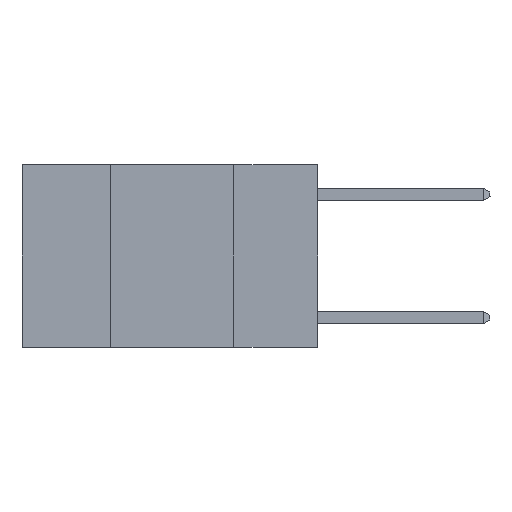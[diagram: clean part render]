
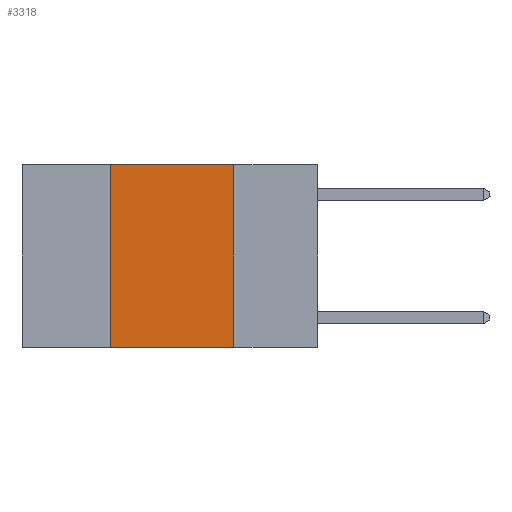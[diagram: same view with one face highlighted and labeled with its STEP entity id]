
A CAD part, left-side view. The second image highlights one B-rep face of the part: STEP entity #3318.
In plain terms, the highlighted planar face has unit normal (-1, 0, 0).
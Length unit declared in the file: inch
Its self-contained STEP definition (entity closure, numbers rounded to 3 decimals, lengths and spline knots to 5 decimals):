
#631 = VECTOR ( 'NONE', #5079, 39.37008 ) ;
#984 = DIRECTION ( 'NONE',  ( 0., 0., -1. ) ) ;
#994 = DIRECTION ( 'NONE',  ( 1., 0., 0. ) ) ;
#1062 = PLANE ( 'NONE',  #3858 ) ;
#1075 = LINE ( 'NONE', #6008, #6393 ) ;
#1227 = CARTESIAN_POINT ( 'NONE',  ( 0., 0.6, 0. ) ) ;
#1283 = CARTESIAN_POINT ( 'NONE',  ( 0., 0.17, 0. ) ) ;
#1500 = FACE_OUTER_BOUND ( 'NONE', #8155, .T. ) ;
#2289 = VECTOR ( 'NONE', #8464, 39.37008 ) ;
#2692 = CARTESIAN_POINT ( 'NONE',  ( 0., 0.6, 0. ) ) ;
#2744 = CARTESIAN_POINT ( 'NONE',  ( 0., 0.42, -0.37 ) ) ;
#2852 = EDGE_CURVE ( 'NONE', #7496, #8834, #1075, .T. ) ;
#2897 = EDGE_CURVE ( 'NONE', #4177, #3016, #6143, .T. ) ;
#3016 = VERTEX_POINT ( 'NONE', #4133 ) ;
#3137 = EDGE_CURVE ( 'NONE', #4177, #8834, #3621, .T. ) ;
#3208 = VECTOR ( 'NONE', #3521, 39.37008 ) ;
#3223 = ORIENTED_EDGE ( 'NONE', *, *, #3137, .T. ) ;
#3318 = ADVANCED_FACE ( 'NONE', ( #1500 ), #1062, .F. ) ;
#3521 = DIRECTION ( 'NONE',  ( 0., -1., 0. ) ) ;
#3522 = CARTESIAN_POINT ( 'NONE',  ( 0., 0.6, -0.37 ) ) ;
#3621 = LINE ( 'NONE', #3522, #3208 ) ;
#3858 = AXIS2_PLACEMENT_3D ( 'NONE', #1227, #994, #984 ) ;
#4133 = CARTESIAN_POINT ( 'NONE',  ( 0., 0.42, 0. ) ) ;
#4177 = VERTEX_POINT ( 'NONE', #2744 ) ;
#5079 = DIRECTION ( 'NONE',  ( 0., 0., 1. ) ) ;
#5154 = CARTESIAN_POINT ( 'NONE',  ( 0., 0.42, 0. ) ) ;
#5165 = ORIENTED_EDGE ( 'NONE', *, *, #7111, .F. ) ;
#5602 = DIRECTION ( 'NONE',  ( 0., 0., -1. ) ) ;
#6008 = CARTESIAN_POINT ( 'NONE',  ( 0., 0.17, 0. ) ) ;
#6100 = CARTESIAN_POINT ( 'NONE',  ( 0., 0.17, -0.37 ) ) ;
#6143 = LINE ( 'NONE', #5154, #631 ) ;
#6393 = VECTOR ( 'NONE', #5602, 39.37008 ) ;
#6432 = ORIENTED_EDGE ( 'NONE', *, *, #2897, .F. ) ;
#7085 = ORIENTED_EDGE ( 'NONE', *, *, #2852, .F. ) ;
#7111 = EDGE_CURVE ( 'NONE', #3016, #7496, #8267, .T. ) ;
#7496 = VERTEX_POINT ( 'NONE', #1283 ) ;
#8155 = EDGE_LOOP ( 'NONE', ( #7085, #5165, #6432, #3223 ) ) ;
#8267 = LINE ( 'NONE', #2692, #2289 ) ;
#8464 = DIRECTION ( 'NONE',  ( 0., -1., 0. ) ) ;
#8834 = VERTEX_POINT ( 'NONE', #6100 ) ;
